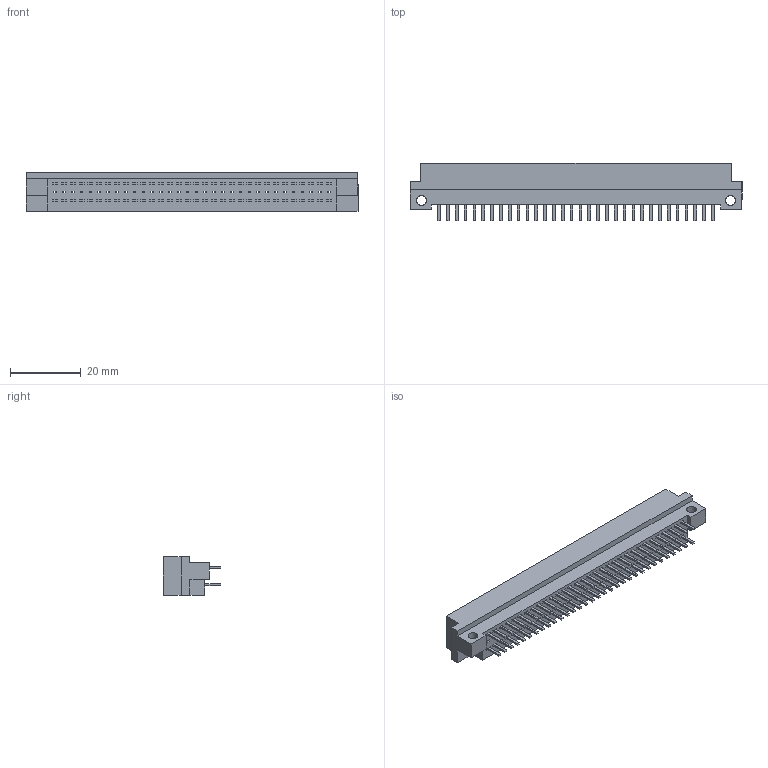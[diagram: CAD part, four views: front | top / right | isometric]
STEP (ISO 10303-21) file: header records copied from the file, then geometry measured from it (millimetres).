
FILE_DESCRIPTION(('FreeCAD Model'),'2;1');
FILE_NAME('Open CASCADE Shape Model','2026-01-28T21:17:20',(''),(''), 'Open CASCADE STEP processor 7.6','FreeCAD','Unknown');
FILE_SCHEMA(('AUTOMOTIVE_DESIGN_CC2 { 1 2 10303 214 -1 1 5 4 }'));
Length unit declared in the file: millimetre
Products named in the file (5): snp2; snp59_male_angle; СНП59-96 Вилка; СНП59-96 Контакт вилки малый; СНП59-96 Контакт вилки большой
Assembly tree (66 placements, depth 3):
  snp2
    snp59_male_angle
      СНП59-96 Вилка
      СНП59-96 Контакт вилки малый  x32
      СНП59-96 Контакт вилки большой  x32
Bounding box: 94 x 16.17 x 11 mm (x, y, z)
Volume: 6278.8 mm3; surface area: 9479.7 mm2
Topology: 65 solids, 65 shells, 2091 faces, 5870 edges, 3910 vertices
Faces by surface type: plane 2087, cylinder 4
Entity records: 17251 total; most frequent: CARTESIAN_POINT 2886, ORIENTED_EDGE 2812, DIRECTION 2506, EDGE_CURVE 1406, LINE 1398, VECTOR 1398, VERTEX_POINT 934, FACE_BOUND 676
